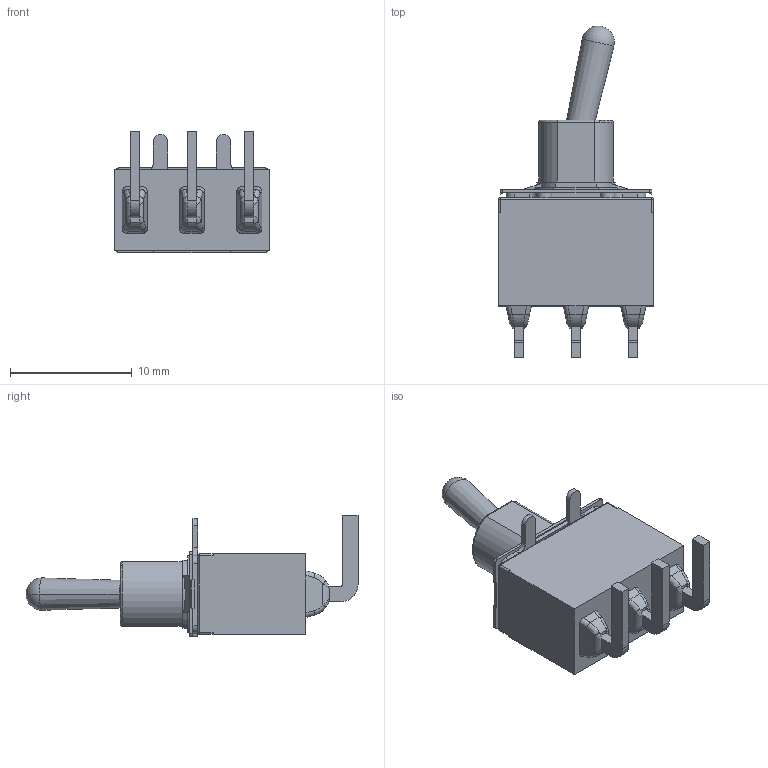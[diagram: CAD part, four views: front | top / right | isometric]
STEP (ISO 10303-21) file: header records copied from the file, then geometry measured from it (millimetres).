
FILE_DESCRIPTION((''),'2;1');
FILE_NAME('E10XMD1A_SW0001_PRT','2012-01-23T',('jtrepler'),(''),'PRO/ENGINEER BY PARAMETRIC TECHNOLOGY CORPORATION, 2011080','PRO/ENGINEER BY PARAMETRIC TECHNOLOGY CORPORATION, 2011080','');
FILE_SCHEMA(('AUTOMOTIVE_DESIGN_CC2 { 1 2 10303 214 -1 1 5 2 }'));
Length unit declared in the file: inch
Products named in the file (1): E10XMD1A_SW0001_PRT
Bounding box: 12.7 x 27.22 x 9.98 mm (x, y, z)
Volume: 689.9 mm3; surface area: 1659.8 mm2
Topology: 1 solids, 1 shells, 622 faces, 1724 edges, 1093 vertices
Faces by surface type: plane 450, cylinder 97, bspline 28, torus 24, sphere 15, cone 8
Entity records: 21139 total; most frequent: CARTESIAN_POINT 5414, ORIENTED_EDGE 3440, DIRECTION 3022, EDGE_CURVE 1720, VECTOR 1292, LINE 1292, VERTEX_POINT 1095, AXIS2_PLACEMENT_3D 865
